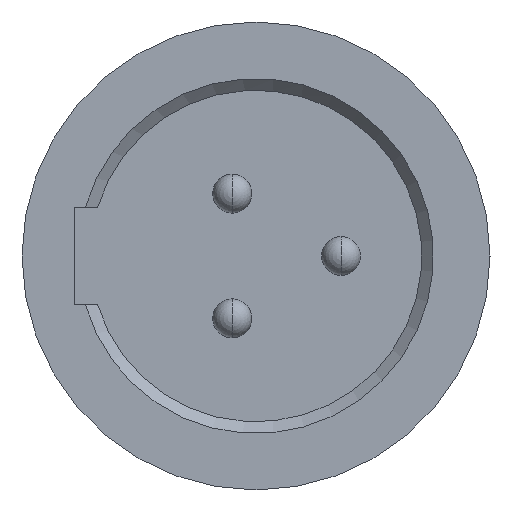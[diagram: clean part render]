
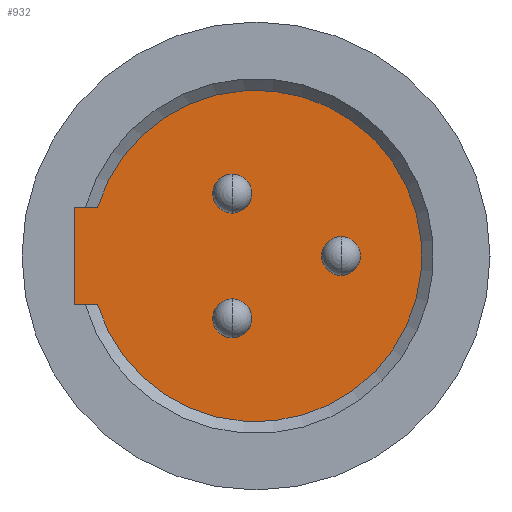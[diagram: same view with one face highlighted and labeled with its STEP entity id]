
A CAD part, left-side view. The second image highlights one B-rep face of the part: STEP entity #932.
In plain terms, the highlighted planar face has unit normal (-1, 0, 0).
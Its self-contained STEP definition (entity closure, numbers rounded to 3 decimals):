
#253=CARTESIAN_POINT('',(9.3,0.,0.));
#254=DIRECTION('',(-1.,0.,0.));
#255=DIRECTION('',(0.,0.956,-0.294));
#256=AXIS2_PLACEMENT_3D('',#253,#254,#255);
#262=DIRECTION('',(0.,-1.,0.));
#263=VECTOR('',#262,0.588);
#264=CARTESIAN_POINT('',(9.3,4.65,-1.25));
#265=LINE('',#264,#263);
#266=DIRECTION('',(0.,0.,-1.));
#267=VECTOR('',#266,2.5);
#268=CARTESIAN_POINT('',(9.3,4.65,1.25));
#269=LINE('',#268,#267);
#270=DIRECTION('',(0.,1.,0.));
#271=VECTOR('',#270,0.588);
#272=CARTESIAN_POINT('',(9.3,4.062,1.25));
#273=LINE('',#272,#271);
#274=CARTESIAN_POINT('',(9.3,0.61,-1.6));
#275=DIRECTION('',(-1.,0.,0.));
#276=DIRECTION('',(0.,0.,1.));
#277=AXIS2_PLACEMENT_3D('',#274,#275,#276);
#279=CARTESIAN_POINT('',(9.3,0.61,-1.6));
#280=DIRECTION('',(-1.,0.,0.));
#281=DIRECTION('',(0.,0.,-1.));
#282=AXIS2_PLACEMENT_3D('',#279,#280,#281);
#284=CARTESIAN_POINT('',(9.3,0.61,1.6));
#285=DIRECTION('',(-1.,0.,0.));
#286=DIRECTION('',(0.,0.,1.));
#287=AXIS2_PLACEMENT_3D('',#284,#285,#286);
#289=CARTESIAN_POINT('',(9.3,0.61,1.6));
#290=DIRECTION('',(-1.,0.,0.));
#291=DIRECTION('',(0.,0.,-1.));
#292=AXIS2_PLACEMENT_3D('',#289,#290,#291);
#294=CARTESIAN_POINT('',(9.3,-2.18,0.));
#295=DIRECTION('',(-1.,0.,0.));
#296=DIRECTION('',(0.,0.,1.));
#297=AXIS2_PLACEMENT_3D('',#294,#295,#296);
#299=CARTESIAN_POINT('',(9.3,-2.18,0.));
#300=DIRECTION('',(-1.,0.,0.));
#301=DIRECTION('',(0.,0.,-1.));
#302=AXIS2_PLACEMENT_3D('',#299,#300,#301);
#420=CARTESIAN_POINT('',(9.3,4.65,1.25));
#421=CARTESIAN_POINT('',(9.3,4.65,-1.25));
#422=VERTEX_POINT('',#420);
#423=VERTEX_POINT('',#421);
#433=CARTESIAN_POINT('',(9.3,4.062,1.25));
#435=VERTEX_POINT('',#433);
#437=CARTESIAN_POINT('',(9.3,4.062,-1.25));
#439=VERTEX_POINT('',#437);
#440=CARTESIAN_POINT('',(9.3,0.61,-1.1));
#441=CARTESIAN_POINT('',(9.3,0.61,-2.1));
#442=VERTEX_POINT('',#440);
#443=VERTEX_POINT('',#441);
#444=CARTESIAN_POINT('',(9.3,0.61,2.1));
#445=CARTESIAN_POINT('',(9.3,0.61,1.1));
#446=VERTEX_POINT('',#444);
#447=VERTEX_POINT('',#445);
#448=CARTESIAN_POINT('',(9.3,-2.18,0.5));
#449=CARTESIAN_POINT('',(9.3,-2.18,-0.5));
#450=VERTEX_POINT('',#448);
#451=VERTEX_POINT('',#449);
#903=CARTESIAN_POINT('',(9.3,0.,0.));
#904=DIRECTION('',(1.,0.,0.));
#905=DIRECTION('',(0.,-1.,0.));
#906=AXIS2_PLACEMENT_3D('',#903,#904,#905);
#907=PLANE('',#906);
#908=ORIENTED_EDGE('',*,*,#897,.F.);
#909=ORIENTED_EDGE('',*,*,#838,.F.);
#910=ORIENTED_EDGE('',*,*,#855,.F.);
#911=ORIENTED_EDGE('',*,*,#871,.F.);
#912=EDGE_LOOP('',(#908,#909,#910,#911));
#913=FACE_OUTER_BOUND('',#912,.F.);
#915=ORIENTED_EDGE('',*,*,#914,.T.);
#917=ORIENTED_EDGE('',*,*,#916,.T.);
#918=EDGE_LOOP('',(#915,#917));
#919=FACE_BOUND('',#918,.F.);
#921=ORIENTED_EDGE('',*,*,#920,.T.);
#923=ORIENTED_EDGE('',*,*,#922,.T.);
#924=EDGE_LOOP('',(#921,#923));
#925=FACE_BOUND('',#924,.F.);
#927=ORIENTED_EDGE('',*,*,#926,.T.);
#929=ORIENTED_EDGE('',*,*,#928,.T.);
#930=EDGE_LOOP('',(#927,#929));
#931=FACE_BOUND('',#930,.F.);
#257=CIRCLE('',#256,4.25);
#278=CIRCLE('',#277,0.5);
#283=CIRCLE('',#282,0.5);
#288=CIRCLE('',#287,0.5);
#293=CIRCLE('',#292,0.5);
#298=CIRCLE('',#297,0.5);
#303=CIRCLE('',#302,0.5);
#838=EDGE_CURVE('',#423,#439,#265,.T.);
#855=EDGE_CURVE('',#422,#423,#269,.T.);
#871=EDGE_CURVE('',#435,#422,#273,.T.);
#897=EDGE_CURVE('',#439,#435,#257,.T.);
#914=EDGE_CURVE('',#442,#443,#278,.T.);
#916=EDGE_CURVE('',#443,#442,#283,.T.);
#920=EDGE_CURVE('',#446,#447,#288,.T.);
#922=EDGE_CURVE('',#447,#446,#293,.T.);
#926=EDGE_CURVE('',#450,#451,#298,.T.);
#928=EDGE_CURVE('',#451,#450,#303,.T.);
#932=ADVANCED_FACE('',(#913,#919,#925,#931),#907,.F.);
